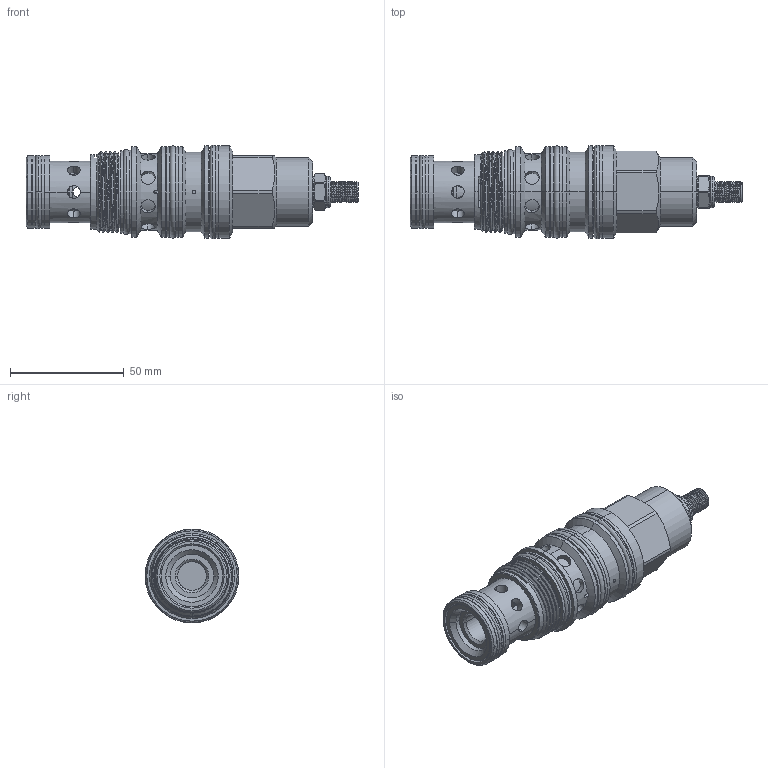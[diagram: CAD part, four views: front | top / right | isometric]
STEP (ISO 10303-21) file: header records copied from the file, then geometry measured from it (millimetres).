
FILE_DESCRIPTION (( 'STEP AP203' ), '1' );
FILE_NAME ('PV23A40(43)(45)-L.STEP', '2020-03-23T05:32:07', ( '' ), ( '' ), 'SwSTEP 2.0', 'SolidWorks 2018', '' );
FILE_SCHEMA (( 'CONFIG_CONTROL_DESIGN' ));
Length unit declared in the file: millimetre
Products named in the file (1): PV23A40(43)(45)-L
Bounding box: 145.72 x 41.18 x 41.18 mm (x, y, z)
Volume: 106735.7 mm3; surface area: 31346.2 mm2
Topology: 10 solids, 18 shells, 430 faces, 1068 edges, 660 vertices
Faces by surface type: cylinder 254, plane 95, cone 40, torus 34, bspline 7
Entity records: 20336 total; most frequent: CARTESIAN_POINT 10187, ORIENTED_EDGE 2132, DIRECTION 2092, EDGE_CURVE 1066, AXIS2_PLACEMENT_3D 873, VERTEX_POINT 660, EDGE_LOOP 506, CIRCLE 449
